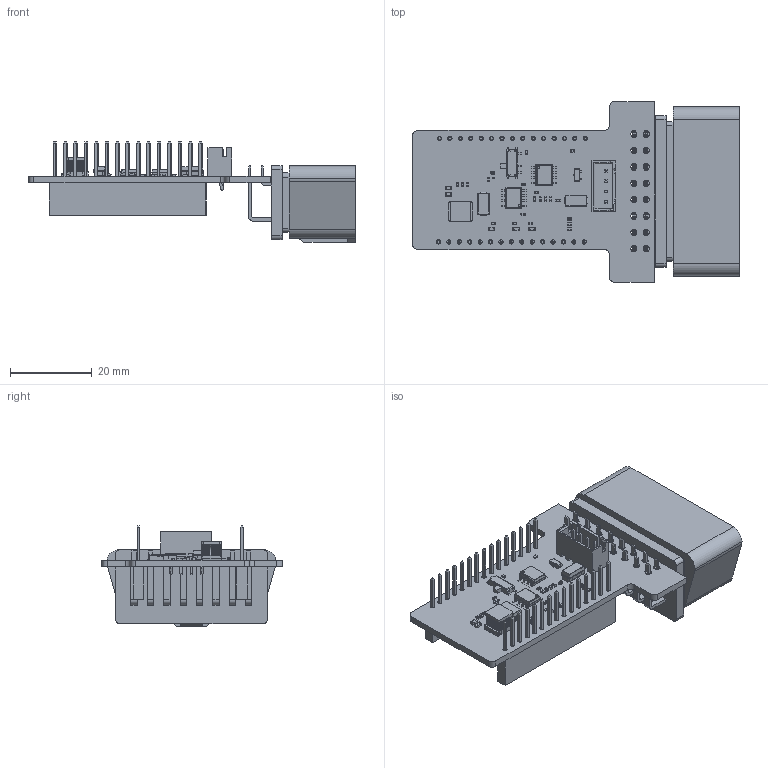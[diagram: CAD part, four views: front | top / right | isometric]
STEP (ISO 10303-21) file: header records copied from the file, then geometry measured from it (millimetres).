
FILE_DESCRIPTION(('Open CASCADE Model'),'2;1');
FILE_NAME('Open CASCADE Shape Model','2024-04-01T23:21:34',('Author'),( 'Open CASCADE'),'Open CASCADE STEP processor 6.8','Open CASCADE 6.8' ,'Unknown');
FILE_SCHEMA(('AUTOMOTIVE_DESIGN { 1 0 10303 214 1 1 1 1 }'));
Length unit declared in the file: millimetre
Products named in the file (79): PCB; Board; Open CASCADE STEP translator 6.8 1.1.1; U2; 6268750896; Open_CASCADE_STEP_translator_6.8_9.1; Body; Open_CASCADE_STEP_translator_6.8_9.2.1; Leader; U1; 6268758416; SW1; MSS3_slide_switch_v2; R13; res_0402; R12; R11; R10; R9; R8; R7; R6; R5; R4; R3; R2; R1; L1; SDM_Power_Inductor; J6; Female2.54MM1x15x10MM; Component1; J5; C-OBD-II-16M--3DModel-STEP-1; J3; 6268759056; J1; F1; Fuse_0402; Pin1 ...
Assembly tree (117 placements, depth 5):
  PCB
    Board
      Open CASCADE STEP translator 6.8 1.1.1
    U2
      6268750896
        Open_CASCADE_STEP_translator_6.8_9.1
        Body
          Open_CASCADE_STEP_translator_6.8_9.2.1
        Leader  x8
    U1
      6268758416
        Open_CASCADE_STEP_translator_6.8_9.1
        Body
          Open_CASCADE_STEP_translator_6.8_9.2.1
        Leader  x8
    SW1
      MSS3_slide_switch_v2
    R13
      res_0402
    R12
      res_0402
    R11
      res_0402
    R10
      res_0402
    R9
      res_0402
    R8
      res_0402
    R7
      res_0402
    R6
      res_0402
    R5
      res_0402
    R4
      res_0402
    R3
      res_0402
    R2
      res_0402
    R1
      res_0402
    L1
      SDM_Power_Inductor
    J6
      Female2.54MM1x15x10MM
        Component1
    J5
      C-OBD-II-16M--3DModel-STEP-1
    J3
      6268759056
    J1
      Female2.54MM1x15x10MM
        Component1
    F1
      Fuse_0402
        Pin1
        Pin2
        CeramicBody
Bounding box: 79.76 x 44.1 x 24.6 mm (x, y, z)
Volume: 12240.3 mm3; surface area: 16871.8 mm2
Topology: 111 solids, 126 shells, 3578 faces, 8458 edges, 4968 vertices
Faces by surface type: plane 2289, cylinder 894, bspline 175, sphere 119, torus 92, cone 9
Full cylindrical faces by diameter (mm): 0.5 x2, 0.9 x2, 1 x4, 1.02 x30, 1.5 x16
Entity records: 71604 total; most frequent: CARTESIAN_POINT 16329, DIRECTION 9775, ORIENTED_EDGE 9698, EDGE_CURVE 4850, LINE 3411, VECTOR 3411, AXIS2_PLACEMENT_3D 3182, VERTEX_POINT 2940
